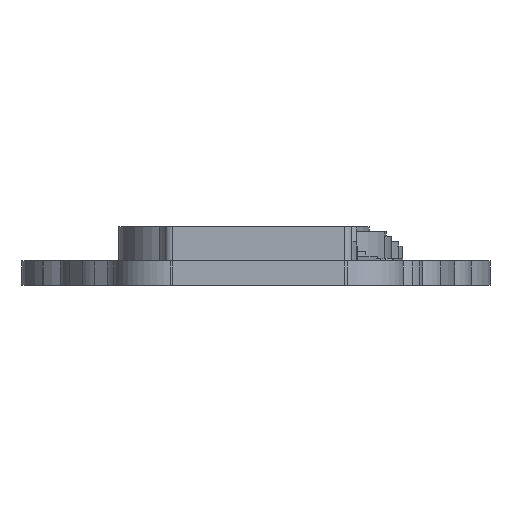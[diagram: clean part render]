
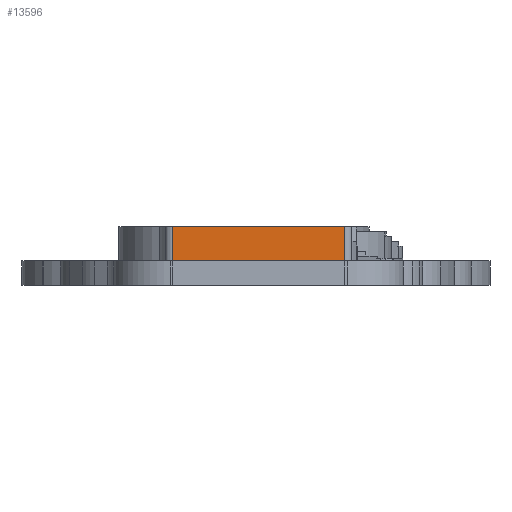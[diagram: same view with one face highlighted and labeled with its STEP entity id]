
A CAD part, left-side view. The second image highlights one B-rep face of the part: STEP entity #13596.
In plain terms, the highlighted planar face has unit normal (-1, -0.001, 0).
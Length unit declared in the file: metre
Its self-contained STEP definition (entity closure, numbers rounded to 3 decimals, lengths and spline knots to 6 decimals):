
#123=PLANE('',#15006);
#940=LINE('',#20684,#1870);
#1518=LINE('',#24193,#2448);
#1519=LINE('',#24200,#2449);
#1520=LINE('',#24202,#2450);
#1870=VECTOR('',#15926,1.);
#2448=VECTOR('',#18590,1.);
#2449=VECTOR('',#18593,1.);
#2450=VECTOR('',#18594,1.);
#6041=ORIENTED_EDGE('',*,*,#7209,.F.);
#6042=ORIENTED_EDGE('',*,*,#8534,.F.);
#6043=ORIENTED_EDGE('',*,*,#8535,.T.);
#6044=ORIENTED_EDGE('',*,*,#8532,.T.);
#7209=EDGE_CURVE('',#9169,#9170,#940,.T.);
#8532=EDGE_CURVE('',#9991,#9170,#1518,.T.);
#8534=EDGE_CURVE('',#9992,#9169,#1519,.T.);
#8535=EDGE_CURVE('',#9992,#9991,#1520,.T.);
#9169=VERTEX_POINT('',#20683);
#9170=VERTEX_POINT('',#20685);
#9991=VERTEX_POINT('',#24194);
#9992=VERTEX_POINT('',#24201);
#11596=EDGE_LOOP('',(#6041,#6042,#6043,#6044));
#12455=FACE_BOUND('',#11596,.T.);
#13596=ADVANCED_FACE('',(#12455),#123,.T.);
#15006=AXIS2_PLACEMENT_3D('',#24199,#18591,#18592);
#15926=DIRECTION('',(0.,1.,0.));
#18590=DIRECTION('',(0.,0.,-1.));
#18591=DIRECTION('',(-1.,0.,0.));
#18592=DIRECTION('',(0.,-1.,0.));
#18593=DIRECTION('',(0.,0.,-1.));
#18594=DIRECTION('',(0.,1.,0.));
#20683=CARTESIAN_POINT('',(-0.136616,0.11278,0.));
#20684=CARTESIAN_POINT('',(-0.136618,0.117188,0.));
#20685=CARTESIAN_POINT('',(-0.13662,0.121596,0.));
#24193=CARTESIAN_POINT('',(-0.13662,0.121596,0.00175));
#24194=CARTESIAN_POINT('',(-0.13662,0.121596,0.00175));
#24199=CARTESIAN_POINT('',(-0.136618,0.117188,0.00175));
#24200=CARTESIAN_POINT('',(-0.136616,0.11278,0.00175));
#24201=CARTESIAN_POINT('',(-0.136616,0.11278,0.00175));
#24202=CARTESIAN_POINT('',(-0.136618,0.117188,0.00175));
